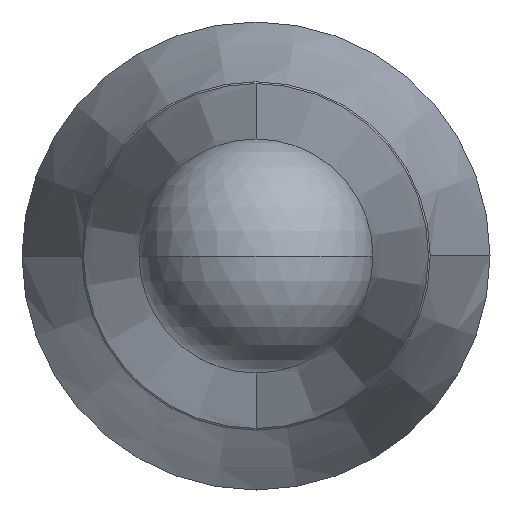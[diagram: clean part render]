
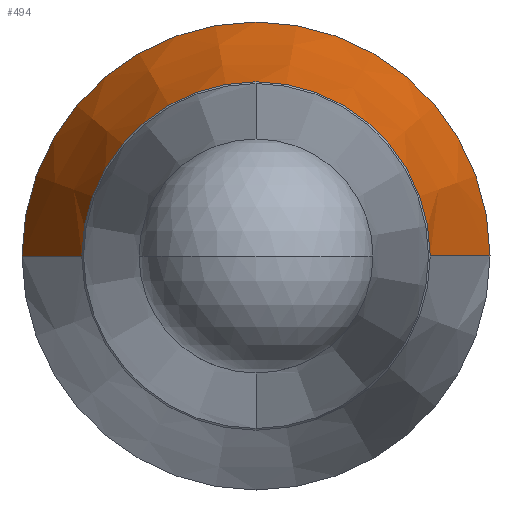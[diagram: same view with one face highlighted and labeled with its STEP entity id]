
A CAD part, front view. The second image highlights one B-rep face of the part: STEP entity #494.
In plain terms, the highlighted conical face has half-angle 15 degrees and reference radius 2.364 mm.
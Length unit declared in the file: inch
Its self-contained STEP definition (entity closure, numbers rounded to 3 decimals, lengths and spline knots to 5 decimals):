
#26 = VERTEX_POINT ( 'NONE', #463 ) ;
#46 = DIRECTION ( 'NONE',  ( 0., 1., 0. ) ) ;
#64 = CARTESIAN_POINT ( 'NONE',  ( 0., 0.86924, 0. ) ) ;
#67 = DIRECTION ( 'NONE',  ( 0., 1., 0. ) ) ;
#76 = DIRECTION ( 'NONE',  ( -1., 0., 0. ) ) ;
#79 = EDGE_CURVE ( 'NONE', #485, #424, #405, .T. ) ;
#89 = CIRCLE ( 'NONE', #161, 0.125 ) ;
#94 = LINE ( 'NONE', #253, #209 ) ;
#104 = EDGE_LOOP ( 'NONE', ( #514, #510, #343, #142 ) ) ;
#135 = CARTESIAN_POINT ( 'NONE',  ( 0., 0.75, 0. ) ) ;
#139 = CARTESIAN_POINT ( 'NONE',  ( 0., 0.75, 0. ) ) ;
#142 = ORIENTED_EDGE ( 'NONE', *, *, #433, .F. ) ;
#161 = AXIS2_PLACEMENT_3D ( 'NONE', #64, #452, #319 ) ;
#179 = DIRECTION ( 'NONE',  ( 0.259, 0.966, 0. ) ) ;
#193 = EDGE_CURVE ( 'NONE', #26, #280, #89, .T. ) ;
#197 = CARTESIAN_POINT ( 'NONE',  ( -0.09305, 0.75, 0. ) ) ;
#209 = VECTOR ( 'NONE', #179, 39.37008 ) ;
#232 = AXIS2_PLACEMENT_3D ( 'NONE', #139, #46, #398 ) ;
#253 = CARTESIAN_POINT ( 'NONE',  ( 0.09305, 0.75, 0. ) ) ;
#277 = LINE ( 'NONE', #197, #380 ) ;
#280 = VERTEX_POINT ( 'NONE', #426 ) ;
#314 = CARTESIAN_POINT ( 'NONE',  ( 0.09305, 0.75, 0. ) ) ;
#318 = CONICAL_SURFACE ( 'NONE', #232, 0.09305, 0.262 ) ;
#319 = DIRECTION ( 'NONE',  ( -1., 0., 0. ) ) ;
#343 = ORIENTED_EDGE ( 'NONE', *, *, #193, .F. ) ;
#345 = FACE_OUTER_BOUND ( 'NONE', #104, .T. ) ;
#380 = VECTOR ( 'NONE', #438, 39.37008 ) ;
#398 = DIRECTION ( 'NONE',  ( -1., 0., 0. ) ) ;
#405 = CIRCLE ( 'NONE', #517, 0.09305 ) ;
#420 = CARTESIAN_POINT ( 'NONE',  ( -0.09305, 0.75, 0. ) ) ;
#424 = VERTEX_POINT ( 'NONE', #314 ) ;
#426 = CARTESIAN_POINT ( 'NONE',  ( 0.125, 0.86924, 0. ) ) ;
#433 = EDGE_CURVE ( 'NONE', #485, #26, #277, .T. ) ;
#438 = DIRECTION ( 'NONE',  ( -0.259, 0.966, 0. ) ) ;
#452 = DIRECTION ( 'NONE',  ( 0., 1., 0. ) ) ;
#463 = CARTESIAN_POINT ( 'NONE',  ( -0.125, 0.86924, 0. ) ) ;
#483 = EDGE_CURVE ( 'NONE', #424, #280, #94, .T. ) ;
#485 = VERTEX_POINT ( 'NONE', #420 ) ;
#494 = ADVANCED_FACE ( 'NONE', ( #345 ), #318, .T. ) ;
#510 = ORIENTED_EDGE ( 'NONE', *, *, #483, .T. ) ;
#514 = ORIENTED_EDGE ( 'NONE', *, *, #79, .T. ) ;
#517 = AXIS2_PLACEMENT_3D ( 'NONE', #135, #67, #76 ) ;
